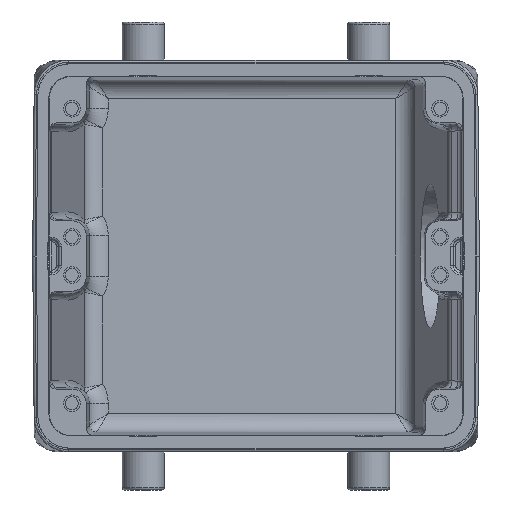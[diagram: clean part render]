
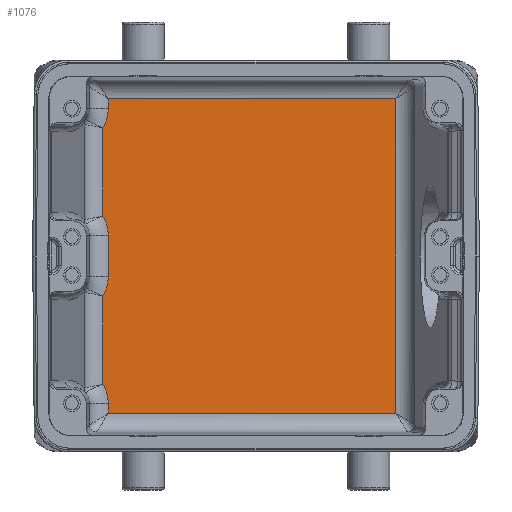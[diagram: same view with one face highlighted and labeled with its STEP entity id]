
A CAD part, front view. The second image highlights one B-rep face of the part: STEP entity #1076.
In plain terms, the highlighted planar face has unit normal (0, -1, 0).
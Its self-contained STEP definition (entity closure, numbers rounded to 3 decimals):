
#491=FACE_OUTER_BOUND('',#2056,.T.);
#1076=ADVANCED_FACE('',(#491),#1454,.F.);
#1454=PLANE('',#8468);
#2056=EDGE_LOOP('',(#4463,#4464,#4465,#4466,#4467,#4468,#4469,#4470,#4471,
#4472,#4473,#4474));
#2581=LINE('',#12098,#3254);
#2602=LINE('',#12433,#3275);
#2618=LINE('',#12695,#3291);
#2620=LINE('',#12812,#3293);
#2621=LINE('',#12944,#3294);
#2624=LINE('',#13064,#3297);
#2626=LINE('',#13188,#3299);
#2627=LINE('',#13192,#3300);
#3254=VECTOR('',#9648,1.);
#3275=VECTOR('',#9741,1.);
#3291=VECTOR('',#9815,1.);
#3293=VECTOR('',#9825,1.);
#3294=VECTOR('',#9828,1.);
#3297=VECTOR('',#9833,1.);
#3299=VECTOR('',#9841,1.);
#3300=VECTOR('',#9846,1.);
#4463=ORIENTED_EDGE('',*,*,#7101,.F.);
#4464=ORIENTED_EDGE('',*,*,#7220,.T.);
#4465=ORIENTED_EDGE('',*,*,#7221,.F.);
#4466=ORIENTED_EDGE('',*,*,#7222,.T.);
#4467=ORIENTED_EDGE('',*,*,#7151,.F.);
#4468=ORIENTED_EDGE('',*,*,#7161,.T.);
#4469=ORIENTED_EDGE('',*,*,#7196,.F.);
#4470=ORIENTED_EDGE('',*,*,#7202,.T.);
#4471=ORIENTED_EDGE('',*,*,#7205,.F.);
#4472=ORIENTED_EDGE('',*,*,#7208,.F.);
#4473=ORIENTED_EDGE('',*,*,#7213,.F.);
#4474=ORIENTED_EDGE('',*,*,#7219,.F.);
#6292=VERTEX_POINT('',#12097);
#6293=VERTEX_POINT('',#12099);
#6330=VERTEX_POINT('',#12434);
#6331=VERTEX_POINT('',#12435);
#6338=VERTEX_POINT('',#12492);
#6359=VERTEX_POINT('',#12696);
#6361=VERTEX_POINT('',#12797);
#6362=VERTEX_POINT('',#12811);
#6363=VERTEX_POINT('',#12943);
#6365=VERTEX_POINT('',#13063);
#6367=VERTEX_POINT('',#13191);
#6368=VERTEX_POINT('',#13193);
#7101=EDGE_CURVE('',#6292,#6293,#2581,.T.);
#7151=EDGE_CURVE('',#6330,#6331,#2602,.T.);
#7161=EDGE_CURVE('',#6330,#6338,#8006,.T.);
#7196=EDGE_CURVE('',#6359,#6338,#2618,.T.);
#7202=EDGE_CURVE('',#6359,#6361,#8015,.T.);
#7205=EDGE_CURVE('',#6362,#6361,#2620,.T.);
#7208=EDGE_CURVE('',#6363,#6362,#2621,.T.);
#7213=EDGE_CURVE('',#6365,#6363,#2624,.T.);
#7219=EDGE_CURVE('',#6293,#6365,#2626,.T.);
#7220=EDGE_CURVE('',#6292,#6367,#8016,.T.);
#7221=EDGE_CURVE('',#6368,#6367,#2627,.T.);
#7222=EDGE_CURVE('',#6368,#6331,#8017,.T.);
#8006=CIRCLE('',#8431,7.646);
#8015=CIRCLE('',#8458,7.646);
#8016=CIRCLE('',#8466,7.646);
#8017=CIRCLE('',#8467,7.646);
#8431=AXIS2_PLACEMENT_3D('',#12549,#9751,#9752);
#8458=AXIS2_PLACEMENT_3D('',#12798,#9820,#9821);
#8466=AXIS2_PLACEMENT_3D('',#13190,#9844,#9845);
#8467=AXIS2_PLACEMENT_3D('',#13194,#9847,#9848);
#8468=AXIS2_PLACEMENT_3D('',#13195,#9849,#9850);
#9648=DIRECTION('',(0.,0.,1.));
#9741=DIRECTION('',(0.,0.,1.));
#9751=DIRECTION('',(0.,1.,0.));
#9752=DIRECTION('',(0.,0.,1.));
#9815=DIRECTION('',(0.,0.,1.));
#9820=DIRECTION('',(0.,1.,0.));
#9821=DIRECTION('',(0.,0.,1.));
#9825=DIRECTION('',(0.,0.,1.));
#9828=DIRECTION('',(-1.,0.,0.));
#9833=DIRECTION('',(0.,0.,-1.));
#9841=DIRECTION('',(1.,0.,0.));
#9844=DIRECTION('',(0.,1.,0.));
#9845=DIRECTION('',(0.,0.,1.));
#9846=DIRECTION('',(0.,0.,1.));
#9847=DIRECTION('',(0.,1.,0.));
#9848=DIRECTION('',(0.,0.,1.));
#9849=DIRECTION('',(0.,1.,0.));
#9850=DIRECTION('',(-1.,0.,0.));
#12097=CARTESIAN_POINT('',(-31.104,40.,31.));
#12098=CARTESIAN_POINT('',(-31.104,40.,31.));
#12099=CARTESIAN_POINT('',(-31.104,40.,33.104));
#12433=CARTESIAN_POINT('',(-31.104,40.,-4.4));
#12434=CARTESIAN_POINT('',(-31.104,40.,-4.4));
#12435=CARTESIAN_POINT('',(-31.104,40.,4.4));
#12492=CARTESIAN_POINT('',(-32.225,40.,-8.385));
#12549=CARTESIAN_POINT('',(-38.75,40.,-4.4));
#12695=CARTESIAN_POINT('',(-32.225,40.,-27.015));
#12696=CARTESIAN_POINT('',(-32.225,40.,-27.015));
#12797=CARTESIAN_POINT('',(-31.104,40.,-31.));
#12798=CARTESIAN_POINT('',(-38.75,40.,-31.));
#12811=CARTESIAN_POINT('',(-31.104,40.,-33.104));
#12812=CARTESIAN_POINT('',(-31.104,40.,-33.104));
#12943=CARTESIAN_POINT('',(29.448,40.,-33.104));
#12944=CARTESIAN_POINT('',(32.925,40.,-33.104));
#13063=CARTESIAN_POINT('',(29.448,40.,33.104));
#13064=CARTESIAN_POINT('',(29.448,40.,-37.75));
#13188=CARTESIAN_POINT('',(35.75,40.,33.104));
#13190=CARTESIAN_POINT('',(-38.75,40.,31.));
#13191=CARTESIAN_POINT('',(-32.225,40.,27.015));
#13192=CARTESIAN_POINT('',(-32.225,40.,8.385));
#13193=CARTESIAN_POINT('',(-32.225,40.,8.385));
#13194=CARTESIAN_POINT('',(-38.75,40.,4.4));
#13195=CARTESIAN_POINT('',(32.925,40.,-37.75));
